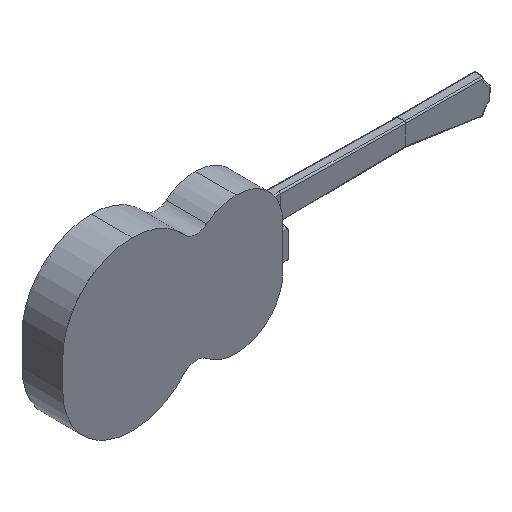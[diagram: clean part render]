
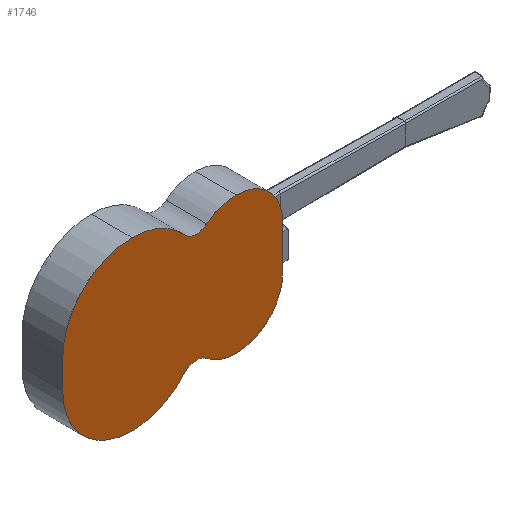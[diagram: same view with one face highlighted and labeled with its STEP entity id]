
A CAD part, isometric view. The second image highlights one B-rep face of the part: STEP entity #1746.
In plain terms, the highlighted planar face has unit normal (0, -1, 0).
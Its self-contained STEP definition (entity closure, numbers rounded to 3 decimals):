
#65 = DIRECTION ( 'NONE',  ( 0., 1., 0. ) ) ;
#76 = CARTESIAN_POINT ( 'NONE',  ( -22., -89., 131.269 ) ) ;
#83 = DIRECTION ( 'NONE',  ( 0., -1., 0. ) ) ;
#114 = EDGE_CURVE ( 'NONE', #269, #3000, #3126, .T. ) ;
#233 = DIRECTION ( 'NONE',  ( 0., 0., -1. ) ) ;
#235 = ORIENTED_EDGE ( 'NONE', *, *, #3773, .F. ) ;
#269 = VERTEX_POINT ( 'NONE', #3038 ) ;
#296 = CARTESIAN_POINT ( 'NONE',  ( 91.425, -89., -48.021 ) ) ;
#344 = CIRCLE ( 'NONE', #937, 101.6 ) ;
#425 = CARTESIAN_POINT ( 'NONE',  ( -286.4, -89., -31.563 ) ) ;
#433 = ORIENTED_EDGE ( 'NONE', *, *, #914, .F. ) ;
#489 = DIRECTION ( 'NONE',  ( 0., 1., 0. ) ) ;
#495 = EDGE_CURVE ( 'NONE', #3316, #269, #1875, .T. ) ;
#520 = AXIS2_PLACEMENT_3D ( 'NONE', #2392, #558, #2717 ) ;
#558 = DIRECTION ( 'NONE',  ( 0., 1., 0. ) ) ;
#725 = ORIENTED_EDGE ( 'NONE', *, *, #1239, .F. ) ;
#770 = AXIS2_PLACEMENT_3D ( 'NONE', #3244, #1708, #1084 ) ;
#914 = EDGE_CURVE ( 'NONE', #2913, #2526, #3949, .T. ) ;
#937 = AXIS2_PLACEMENT_3D ( 'NONE', #3636, #1816, #3927 ) ;
#1027 = ORIENTED_EDGE ( 'NONE', *, *, #495, .F. ) ;
#1061 = VERTEX_POINT ( 'NONE', #3686 ) ;
#1084 = DIRECTION ( 'NONE',  ( 0., 0., 1. ) ) ;
#1177 = CIRCLE ( 'NONE', #520, 151. ) ;
#1239 = EDGE_CURVE ( 'NONE', #3259, #3094, #2930, .T. ) ;
#1266 = AXIS2_PLACEMENT_3D ( 'NONE', #296, #3650, #2143 ) ;
#1370 = DIRECTION ( 'NONE',  ( 0., 1., 0. ) ) ;
#1384 = AXIS2_PLACEMENT_3D ( 'NONE', #3508, #489, #1703 ) ;
#1419 = DIRECTION ( 'NONE',  ( 0., 0., 1. ) ) ;
#1495 = VERTEX_POINT ( 'NONE', #1961 ) ;
#1591 = ORIENTED_EDGE ( 'NONE', *, *, #2270, .F. ) ;
#1593 = CARTESIAN_POINT ( 'NONE',  ( -135.4, -89., 182.563 ) ) ;
#1703 = DIRECTION ( 'NONE',  ( 0., 0., -1. ) ) ;
#1708 = DIRECTION ( 'NONE',  ( 0., -1., 0. ) ) ;
#1709 = EDGE_CURVE ( 'NONE', #3094, #3045, #3719, .T. ) ;
#1727 = CARTESIAN_POINT ( 'NONE',  ( 4.986, -89., -119.062 ) ) ;
#1746 = ADVANCED_FACE ( 'NONE', ( #3897 ), #1927, .T. ) ;
#1816 = DIRECTION ( 'NONE',  ( 0., 1., 0. ) ) ;
#1875 = LINE ( 'NONE', #3416, #3490 ) ;
#1907 = CIRCLE ( 'NONE', #3283, 35.933 ) ;
#1914 = CARTESIAN_POINT ( 'NONE',  ( -135.4, -89., 31.563 ) ) ;
#1927 = PLANE ( 'NONE',  #2838 ) ;
#1928 = VERTEX_POINT ( 'NONE', #2125 ) ;
#1931 = CARTESIAN_POINT ( 'NONE',  ( 4.986, -89., -154.996 ) ) ;
#1961 = CARTESIAN_POINT ( 'NONE',  ( 27.57, -89., 127.046 ) ) ;
#2080 = DIRECTION ( 'NONE',  ( 0., -1., 0. ) ) ;
#2125 = CARTESIAN_POINT ( 'NONE',  ( 91.425, -89., 149.621 ) ) ;
#2143 = DIRECTION ( 'NONE',  ( 0., 0., 1. ) ) ;
#2163 = AXIS2_PLACEMENT_3D ( 'NONE', #1931, #83, #2228 ) ;
#2179 = CARTESIAN_POINT ( 'NONE',  ( -135.4, -89., -31.563 ) ) ;
#2210 = DIRECTION ( 'NONE',  ( 0., 0., 1. ) ) ;
#2225 = LINE ( 'NONE', #2624, #3756 ) ;
#2228 = DIRECTION ( 'NONE',  ( 0., 0., 1. ) ) ;
#2270 = EDGE_CURVE ( 'NONE', #2526, #1495, #1907, .T. ) ;
#2392 = CARTESIAN_POINT ( 'NONE',  ( -135.4, -89., 31.563 ) ) ;
#2458 = ORIENTED_EDGE ( 'NONE', *, *, #114, .F. ) ;
#2526 = VERTEX_POINT ( 'NONE', #76 ) ;
#2549 = CARTESIAN_POINT ( 'NONE',  ( 27.57, -89., -127.046 ) ) ;
#2554 = ORIENTED_EDGE ( 'NONE', *, *, #1709, .F. ) ;
#2624 = CARTESIAN_POINT ( 'NONE',  ( -286.4, -89., -31.563 ) ) ;
#2670 = CIRCLE ( 'NONE', #3284, 101.6 ) ;
#2717 = DIRECTION ( 'NONE',  ( 0., 0., 1. ) ) ;
#2798 = AXIS2_PLACEMENT_3D ( 'NONE', #1914, #65, #2210 ) ;
#2804 = DIRECTION ( 'NONE',  ( 0., 0., -1. ) ) ;
#2838 = AXIS2_PLACEMENT_3D ( 'NONE', #2179, #3614, #3892 ) ;
#2897 = CARTESIAN_POINT ( 'NONE',  ( -22., -89., -131.269 ) ) ;
#2913 = VERTEX_POINT ( 'NONE', #1593 ) ;
#2930 = CIRCLE ( 'NONE', #770, 35.933 ) ;
#3000 = VERTEX_POINT ( 'NONE', #2549 ) ;
#3038 = CARTESIAN_POINT ( 'NONE',  ( 193.025, -89., -48.021 ) ) ;
#3045 = VERTEX_POINT ( 'NONE', #425 ) ;
#3094 = VERTEX_POINT ( 'NONE', #2897 ) ;
#3097 = EDGE_CURVE ( 'NONE', #1495, #1928, #2670, .T. ) ;
#3126 = CIRCLE ( 'NONE', #1266, 101.6 ) ;
#3152 = CIRCLE ( 'NONE', #2163, 35.933 ) ;
#3213 = CARTESIAN_POINT ( 'NONE',  ( 91.425, -89., 48.021 ) ) ;
#3244 = CARTESIAN_POINT ( 'NONE',  ( 4.986, -89., -154.996 ) ) ;
#3259 = VERTEX_POINT ( 'NONE', #1727 ) ;
#3283 = AXIS2_PLACEMENT_3D ( 'NONE', #3896, #2080, #233 ) ;
#3284 = AXIS2_PLACEMENT_3D ( 'NONE', #3213, #1370, #3505 ) ;
#3298 = CARTESIAN_POINT ( 'NONE',  ( 193.025, -89., 48.021 ) ) ;
#3316 = VERTEX_POINT ( 'NONE', #3298 ) ;
#3330 = EDGE_CURVE ( 'NONE', #1061, #2913, #1177, .T. ) ;
#3382 = EDGE_CURVE ( 'NONE', #1928, #3316, #344, .T. ) ;
#3416 = CARTESIAN_POINT ( 'NONE',  ( 193.025, -89., -48.021 ) ) ;
#3422 = ORIENTED_EDGE ( 'NONE', *, *, #3330, .F. ) ;
#3458 = EDGE_LOOP ( 'NONE', ( #2554, #725, #3695, #2458, #1027, #3922, #3884, #1591, #433, #3422, #235 ) ) ;
#3490 = VECTOR ( 'NONE', #2804, 1000. ) ;
#3505 = DIRECTION ( 'NONE',  ( 0., 0., -1. ) ) ;
#3508 = CARTESIAN_POINT ( 'NONE',  ( -135.4, -89., -31.563 ) ) ;
#3531 = EDGE_CURVE ( 'NONE', #3000, #3259, #3152, .T. ) ;
#3614 = DIRECTION ( 'NONE',  ( 0., -1., 0. ) ) ;
#3636 = CARTESIAN_POINT ( 'NONE',  ( 91.425, -89., 48.021 ) ) ;
#3650 = DIRECTION ( 'NONE',  ( 0., 1., 0. ) ) ;
#3686 = CARTESIAN_POINT ( 'NONE',  ( -286.4, -89., 31.563 ) ) ;
#3695 = ORIENTED_EDGE ( 'NONE', *, *, #3531, .F. ) ;
#3719 = CIRCLE ( 'NONE', #1384, 151. ) ;
#3756 = VECTOR ( 'NONE', #1419, 1000. ) ;
#3773 = EDGE_CURVE ( 'NONE', #3045, #1061, #2225, .T. ) ;
#3884 = ORIENTED_EDGE ( 'NONE', *, *, #3097, .F. ) ;
#3892 = DIRECTION ( 'NONE',  ( 0., 0., -1. ) ) ;
#3896 = CARTESIAN_POINT ( 'NONE',  ( 4.986, -89., 154.996 ) ) ;
#3897 = FACE_OUTER_BOUND ( 'NONE', #3458, .T. ) ;
#3922 = ORIENTED_EDGE ( 'NONE', *, *, #3382, .F. ) ;
#3927 = DIRECTION ( 'NONE',  ( 0., 0., -1. ) ) ;
#3949 = CIRCLE ( 'NONE', #2798, 151. ) ;
